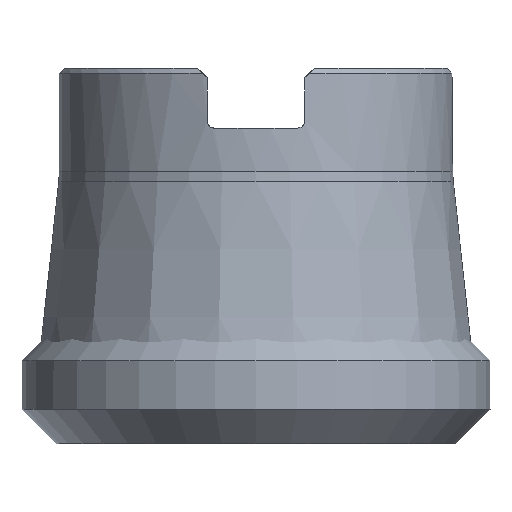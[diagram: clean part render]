
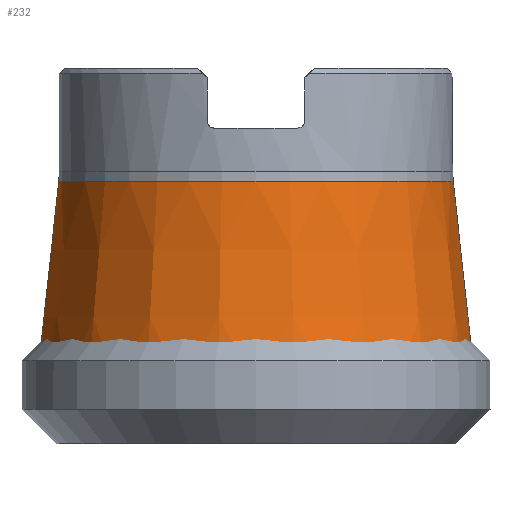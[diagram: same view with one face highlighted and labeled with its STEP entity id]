
A CAD part, front view. The second image highlights one B-rep face of the part: STEP entity #232.
In plain terms, the highlighted conical face has half-angle 6.209 degrees and reference radius 23.427 mm.
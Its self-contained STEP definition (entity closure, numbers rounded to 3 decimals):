
#44=CONICAL_SURFACE('',#1036,23.427,6.209);
#232=ADVANCED_FACE('',(#355,#356),#44,.T.);
#355=FACE_BOUND('',#420,.T.);
#356=FACE_BOUND('',#421,.T.);
#420=EDGE_LOOP('',(#540));
#421=EDGE_LOOP('',(#541));
#540=ORIENTED_EDGE('',*,*,#867,.T.);
#541=ORIENTED_EDGE('',*,*,#868,.F.);
#774=VERTEX_POINT('',#1614);
#775=VERTEX_POINT('',#1616);
#867=EDGE_CURVE('',#774,#774,#973,.T.);
#868=EDGE_CURVE('',#775,#775,#974,.T.);
#973=CIRCLE('',#1034,21.059);
#974=CIRCLE('',#1035,23.427);
#1034=AXIS2_PLACEMENT_3D('',#1613,#1195,#1196);
#1035=AXIS2_PLACEMENT_3D('',#1615,#1197,#1198);
#1036=AXIS2_PLACEMENT_3D('',#1617,#1199,#1200);
#1195=DIRECTION('',(0.,0.,-1.));
#1196=DIRECTION('',(-1.,0.,0.));
#1197=DIRECTION('',(0.,0.,-1.));
#1198=DIRECTION('',(-1.,0.,0.));
#1199=DIRECTION('',(0.,0.,-1.));
#1200=DIRECTION('',(-1.,0.,0.));
#1613=CARTESIAN_POINT('',(0.,0.,-12.039));
#1614=CARTESIAN_POINT('',(-21.059,0.,-12.039));
#1615=CARTESIAN_POINT('',(0.,0.,-33.805));
#1616=CARTESIAN_POINT('',(-23.427,0.,-33.805));
#1617=CARTESIAN_POINT('',(0.,0.,-33.805));
